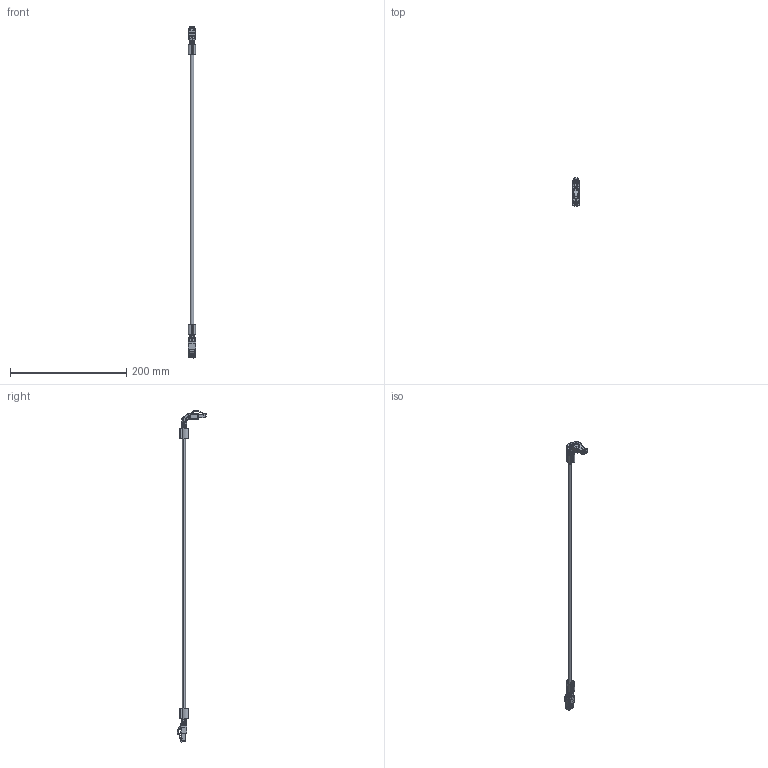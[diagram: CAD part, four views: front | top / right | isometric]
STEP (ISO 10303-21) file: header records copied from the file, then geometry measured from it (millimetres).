
FILE_DESCRIPTION(('CATIA V5 STEP Exchange','CAx-IF Rec.Pracs.--- Model Styling and Organization---1.5--- 2016-08-15','CAx-IF Rec.Pracs.---Supplemental Geometry---1.0---2011-11-01','CAx-IF Rec.Pracs.--- Composite Materials ---1.1---2010-07-15'),'2;1');
FILE_NAME ('453787-2_0', '2025-05-16T08:36:50+00:00', ('none'), ('Weidmueller'), 'CATIA Version 5-6 Release 2022 SP4 HF5', 'CATIA V5 STEP AP214 v3', 'none');
FILE_SCHEMA(('AUTOMOTIVE_DESIGN { 1 0 10303 214 1 1 1 1 }'));
Products named in the file (1): 1233160000
Bounding box: 13.7 x 50.45 x 571.09 mm (x, y, z)
Volume: 23820.2 mm3; surface area: 22155.7 mm2
Topology: 2 solids, 5 shells, 1418 faces, 4142 edges, 2695 vertices
Faces by surface type: plane 865, cylinder 358, bspline 169, torus 15, cone 7, sphere 4
Entity records: 58591 total; most frequent: CARTESIAN_POINT 22660, ORIENTED_EDGE 8252, DIRECTION 5478, EDGE_CURVE 4126, VERTEX_POINT 2695, VECTOR 2600, LINE 2600, AXIS2_PLACEMENT_3D 1661
